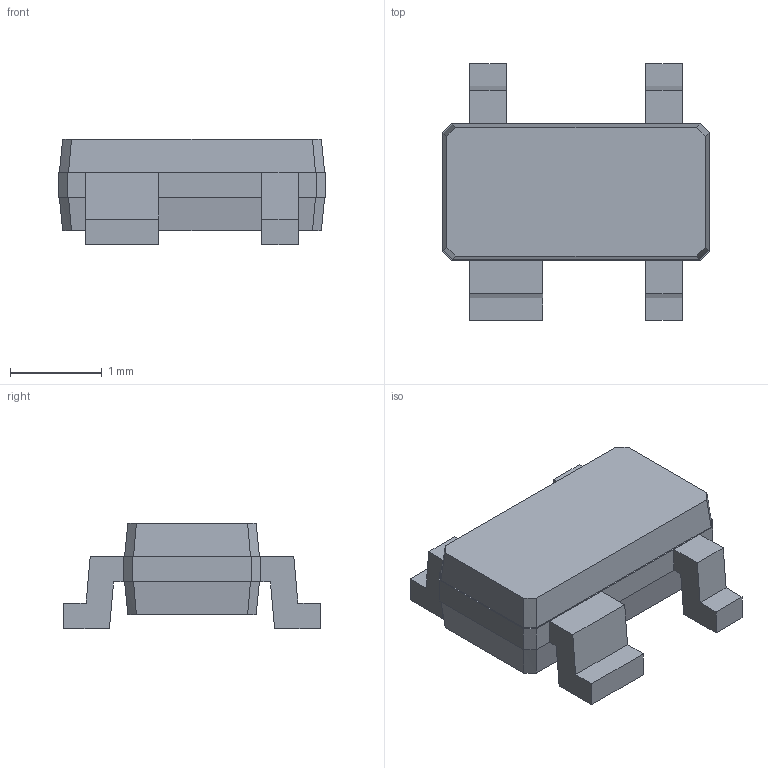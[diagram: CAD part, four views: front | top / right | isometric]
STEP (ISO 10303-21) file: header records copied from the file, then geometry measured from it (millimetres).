
FILE_DESCRIPTION(('FreeCAD Model'),'2;1');
FILE_NAME('Open CASCADE Shape Model','2025-01-20T14:52:38',(''),(''), 'Open CASCADE STEP processor 7.8','FreeCAD','Unknown');
FILE_SCHEMA(('AUTOMOTIVE_DESIGN { 1 0 10303 214 1 1 1 1 }'));
Length unit declared in the file: millimetre
Products named in the file (5): sot143; Matrix_Union; Matrix_Union001; LinearExtrude003; LinearExtrude004
Assembly tree (4 placements, depth 2):
  sot143
    Matrix_Union
    Matrix_Union001
    LinearExtrude003
    LinearExtrude004
Bounding box: 2.92 x 2.8 x 1.15 mm (x, y, z)
Volume: 4.8 mm3; surface area: 24.6 mm2
Topology: 5 solids, 5 shells, 68 faces, 168 edges, 112 vertices
Faces by surface type: plane 58, bspline 10
Entity records: 2058 total; most frequent: CARTESIAN_POINT 423, ORIENTED_EDGE 336, DIRECTION 254, EDGE_CURVE 168, LINE 128, VECTOR 128, VERTEX_POINT 112, FACE_BOUND 70
